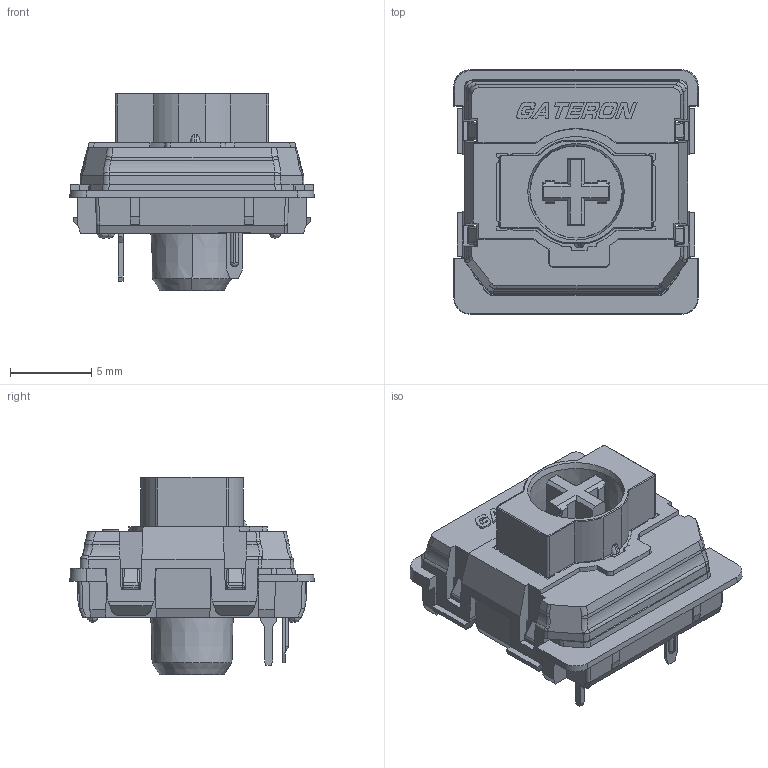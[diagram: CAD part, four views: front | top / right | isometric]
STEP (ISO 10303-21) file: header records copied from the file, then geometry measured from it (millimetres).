
FILE_DESCRIPTION(/* description */ (''),/* implementation_level */ '2;1');
FILE_NAME(/* name */ 'KS33-20230109.stp',/* time_stamp */ '2023-01-09T10:50:52+08:00',/* author */ (''),/* organization */ (''),/* preprocessor_version */ 'ST-DEVELOPER v14',/* originating_system */ 'SIEMENS PLM Software NX 8.0',/* authorisation */ '');
FILE_SCHEMA (('AP203_CONFIGURATION_CONTROLLED_3D_DESIGN_OF_MECHANICAL_PARTS_AND_ASSEMBLIES_MIM_LF { 1 0 10303 403 2 1 2}'));
Length unit declared in the file: millimetre
Products named in the file (1): RD-014B4CF0776gx
Bounding box: 15 x 15 x 12.15 mm (x, y, z)
Volume: 1067.2 mm3; surface area: 1131.7 mm2
Topology: 1 solids, 5 shells, 752 faces, 2066 edges, 1338 vertices
Faces by surface type: plane 486, cylinder 145, extrusion 43, bspline 42, cone 26, sphere 10
Entity records: 25260 total; most frequent: CARTESIAN_POINT 6463, ORIENTED_EDGE 4126, DIRECTION 3524, EDGE_CURVE 2063, VECTOR 1542, LINE 1499, VERTEX_POINT 1339, AXIS2_PLACEMENT_3D 991
